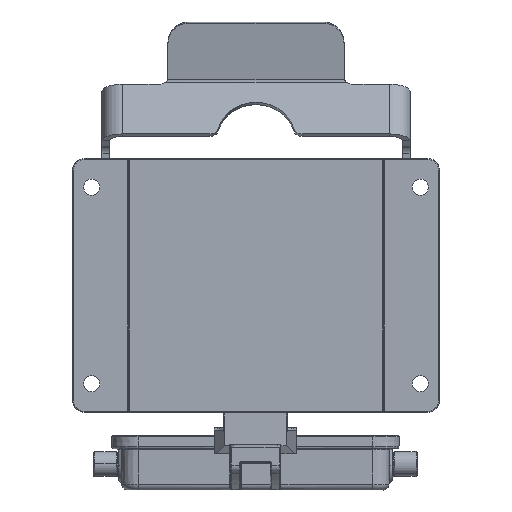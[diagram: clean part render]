
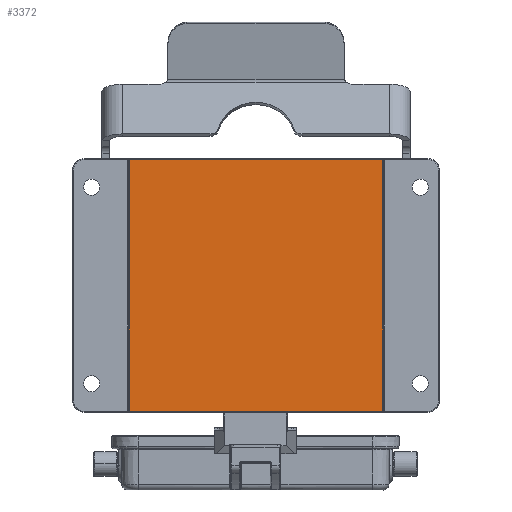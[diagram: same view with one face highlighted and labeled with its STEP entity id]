
A CAD part, front view. The second image highlights one B-rep face of the part: STEP entity #3372.
In plain terms, the highlighted planar face has unit normal (0, -1, 0).
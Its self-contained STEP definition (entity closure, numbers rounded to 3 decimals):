
#2245=FACE_OUTER_BOUND('',#5049,.T.);
#3372=ADVANCED_FACE('',(#2245),#4115,.T.);
#4115=PLANE('',#20048);
#5049=EDGE_LOOP('',(#9351,#9352,#9353,#9354));
#9351=ORIENTED_EDGE('',*,*,#15311,.T.);
#9352=ORIENTED_EDGE('',*,*,#15312,.T.);
#9353=ORIENTED_EDGE('',*,*,#15162,.T.);
#9354=ORIENTED_EDGE('',*,*,#15310,.T.);
#12937=VERTEX_POINT('',#33737);
#12938=VERTEX_POINT('',#33744);
#13006=VERTEX_POINT('',#34328);
#13007=VERTEX_POINT('',#34332);
#15162=EDGE_CURVE('',#12938,#12937,#17203,.T.);
#15310=EDGE_CURVE('',#12937,#13006,#17252,.T.);
#15311=EDGE_CURVE('',#13006,#13007,#17253,.T.);
#15312=EDGE_CURVE('',#13007,#12938,#17254,.T.);
#17203=LINE('',#33743,#18423);
#17252=LINE('',#34329,#18472);
#17253=LINE('',#34331,#18473);
#17254=LINE('',#34333,#18474);
#18423=VECTOR('',#23285,1.);
#18472=VECTOR('',#23560,1.);
#18473=VECTOR('',#23563,1.);
#18474=VECTOR('',#23564,1.);
#20048=AXIS2_PLACEMENT_3D('',#34334,#23565,#23566);
#23285=DIRECTION('',(-1.,0.,0.));
#23560=DIRECTION('',(0.,0.,-1.));
#23563=DIRECTION('',(1.,0.,0.));
#23564=DIRECTION('',(0.,0.,1.));
#23565=DIRECTION('',(0.,-1.,0.));
#23566=DIRECTION('',(1.,0.,0.));
#33737=CARTESIAN_POINT('',(-43.2,-34.026,77.954));
#33743=CARTESIAN_POINT('',(43.2,-34.026,77.954));
#33744=CARTESIAN_POINT('',(43.2,-34.026,77.954));
#34328=CARTESIAN_POINT('',(-43.2,-34.026,-7.901));
#34329=CARTESIAN_POINT('',(-43.2,-34.026,77.954));
#34331=CARTESIAN_POINT('',(-43.2,-34.026,-7.901));
#34332=CARTESIAN_POINT('',(43.2,-34.026,-7.901));
#34333=CARTESIAN_POINT('',(43.2,-34.026,-7.901));
#34334=CARTESIAN_POINT('',(0.,-34.026,35.026));
